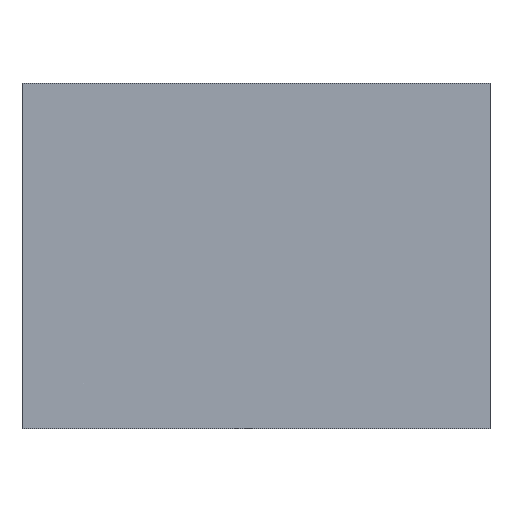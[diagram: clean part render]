
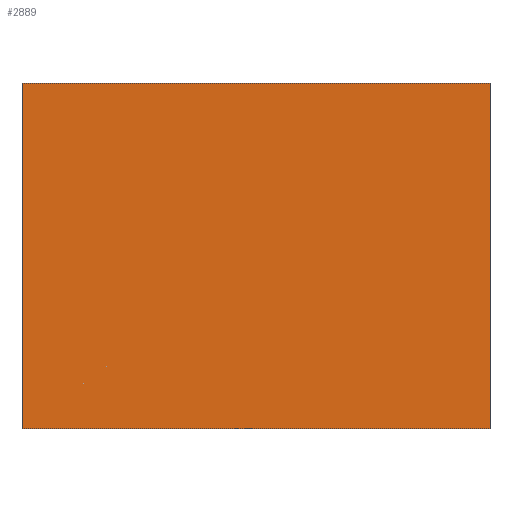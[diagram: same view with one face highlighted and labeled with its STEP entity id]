
A CAD part, front view. The second image highlights one B-rep face of the part: STEP entity #2889.
In plain terms, the highlighted planar face has unit normal (0, -1, 0).
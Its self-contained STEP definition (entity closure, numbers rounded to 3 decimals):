
#196=LINE('',#4530,#412);
#255=LINE('',#4814,#471);
#258=LINE('',#4821,#474);
#260=LINE('',#4828,#476);
#412=VECTOR('',#3538,1000.);
#471=VECTOR('',#3727,1000.);
#474=VECTOR('',#3734,1000.);
#476=VECTOR('',#3742,1000.);
#845=ORIENTED_EDGE('',*,*,#1623,.T.);
#846=ORIENTED_EDGE('',*,*,#1615,.F.);
#847=ORIENTED_EDGE('',*,*,#1619,.F.);
#848=ORIENTED_EDGE('',*,*,#1498,.T.);
#1498=EDGE_CURVE('',#1901,#1900,#196,.T.);
#1615=EDGE_CURVE('',#1991,#1992,#255,.T.);
#1619=EDGE_CURVE('',#1901,#1991,#258,.T.);
#1623=EDGE_CURVE('',#1900,#1992,#260,.T.);
#1900=VERTEX_POINT('',#4529);
#1901=VERTEX_POINT('',#4531);
#1991=VERTEX_POINT('',#4813);
#1992=VERTEX_POINT('',#4815);
#2319=EDGE_LOOP('',(#845,#846,#847,#848));
#2563=FACE_BOUND('',#2319,.T.);
#2776=PLANE('',#3174);
#2889=ADVANCED_FACE('',(#2563),#2776,.F.);
#3174=AXIS2_PLACEMENT_3D('',#4831,#3745,#3746);
#3538=DIRECTION('',(0.,0.,-1.));
#3727=DIRECTION('',(0.,0.,-1.));
#3734=DIRECTION('',(1.,0.,0.));
#3742=DIRECTION('',(1.,0.,0.));
#3745=DIRECTION('',(0.,1.,0.));
#3746=DIRECTION('',(0.,0.,1.));
#4529=CARTESIAN_POINT('',(-46.,0.,-34.));
#4530=CARTESIAN_POINT('',(-46.,0.,34.));
#4531=CARTESIAN_POINT('',(-46.,0.,34.));
#4813=CARTESIAN_POINT('',(46.,0.,34.));
#4814=CARTESIAN_POINT('',(46.,0.,34.));
#4815=CARTESIAN_POINT('',(46.,0.,-34.));
#4821=CARTESIAN_POINT('',(-46.,0.,34.));
#4828=CARTESIAN_POINT('',(-46.,0.,-34.));
#4831=CARTESIAN_POINT('',(-46.,0.,34.));
